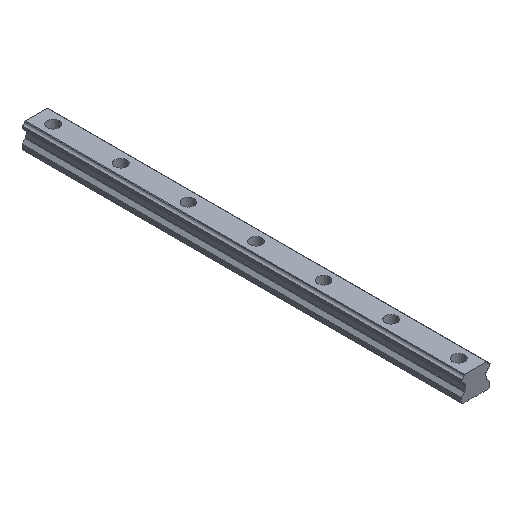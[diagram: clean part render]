
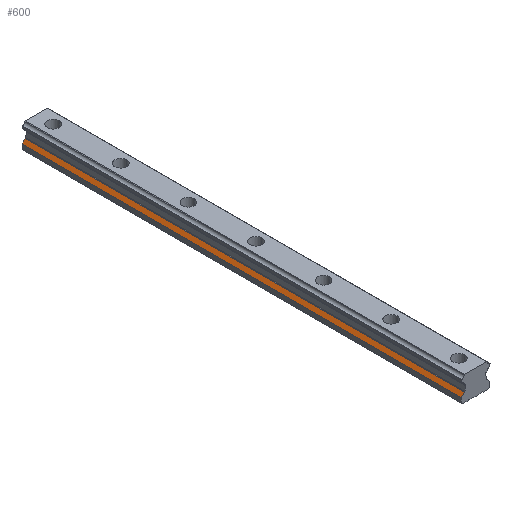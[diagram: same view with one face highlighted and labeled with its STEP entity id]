
A CAD part, isometric view. The second image highlights one B-rep face of the part: STEP entity #600.
In plain terms, the highlighted planar face has unit normal (-0.707, 0, 0.707).
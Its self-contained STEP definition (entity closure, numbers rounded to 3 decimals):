
#56 = LINE ( 'NONE', #3067, #1299 ) ;
#77 = EDGE_LOOP ( 'NONE', ( #1087, #3045, #3043, #1389 ) ) ;
#211 = CARTESIAN_POINT ( 'NONE',  ( -13.147, -260., 10.853 ) ) ;
#404 = VECTOR ( 'NONE', #2955, 1000. ) ;
#586 = DIRECTION ( 'NONE',  ( 0., 1., 0. ) ) ;
#600 = ADVANCED_FACE ( 'NONE', ( #1356 ), #2861, .T. ) ;
#632 = VERTEX_POINT ( 'NONE', #2616 ) ;
#727 = LINE ( 'NONE', #1992, #2893 ) ;
#838 = VERTEX_POINT ( 'NONE', #3248 ) ;
#1060 = CARTESIAN_POINT ( 'NONE',  ( -13.147, 260., 10.853 ) ) ;
#1066 = DIRECTION ( 'NONE',  ( -0.707, 0., 0.707 ) ) ;
#1087 = ORIENTED_EDGE ( 'NONE', *, *, #2774, .F. ) ;
#1299 = VECTOR ( 'NONE', #2070, 1000. ) ;
#1321 = CARTESIAN_POINT ( 'NONE',  ( -17., -260., 7. ) ) ;
#1356 = FACE_OUTER_BOUND ( 'NONE', #77, .T. ) ;
#1389 = ORIENTED_EDGE ( 'NONE', *, *, #1476, .T. ) ;
#1416 = VERTEX_POINT ( 'NONE', #1060 ) ;
#1476 = EDGE_CURVE ( 'NONE', #1782, #1416, #727, .T. ) ;
#1592 = EDGE_CURVE ( 'NONE', #632, #838, #3144, .T. ) ;
#1683 = DIRECTION ( 'NONE',  ( 0., 1., 0. ) ) ;
#1782 = VERTEX_POINT ( 'NONE', #211 ) ;
#1926 = CARTESIAN_POINT ( 'NONE',  ( -17., -260., 7. ) ) ;
#1992 = CARTESIAN_POINT ( 'NONE',  ( -13.147, -260., 10.853 ) ) ;
#2070 = DIRECTION ( 'NONE',  ( 0.707, 0., 0.707 ) ) ;
#2086 = DIRECTION ( 'NONE',  ( 0., 1., 0. ) ) ;
#2118 = CARTESIAN_POINT ( 'NONE',  ( -17., -260., 7. ) ) ;
#2515 = LINE ( 'NONE', #1926, #404 ) ;
#2616 = CARTESIAN_POINT ( 'NONE',  ( -17., -260., 7. ) ) ;
#2713 = VECTOR ( 'NONE', #1683, 1000. ) ;
#2774 = EDGE_CURVE ( 'NONE', #838, #1416, #56, .T. ) ;
#2815 = AXIS2_PLACEMENT_3D ( 'NONE', #1321, #1066, #2086 ) ;
#2861 = PLANE ( 'NONE',  #2815 ) ;
#2893 = VECTOR ( 'NONE', #586, 1000. ) ;
#2955 = DIRECTION ( 'NONE',  ( 0.707, 0., 0.707 ) ) ;
#3043 = ORIENTED_EDGE ( 'NONE', *, *, #3121, .T. ) ;
#3045 = ORIENTED_EDGE ( 'NONE', *, *, #1592, .F. ) ;
#3067 = CARTESIAN_POINT ( 'NONE',  ( -17., 260., 7. ) ) ;
#3121 = EDGE_CURVE ( 'NONE', #632, #1782, #2515, .T. ) ;
#3144 = LINE ( 'NONE', #2118, #2713 ) ;
#3248 = CARTESIAN_POINT ( 'NONE',  ( -17., 260., 7. ) ) ;
